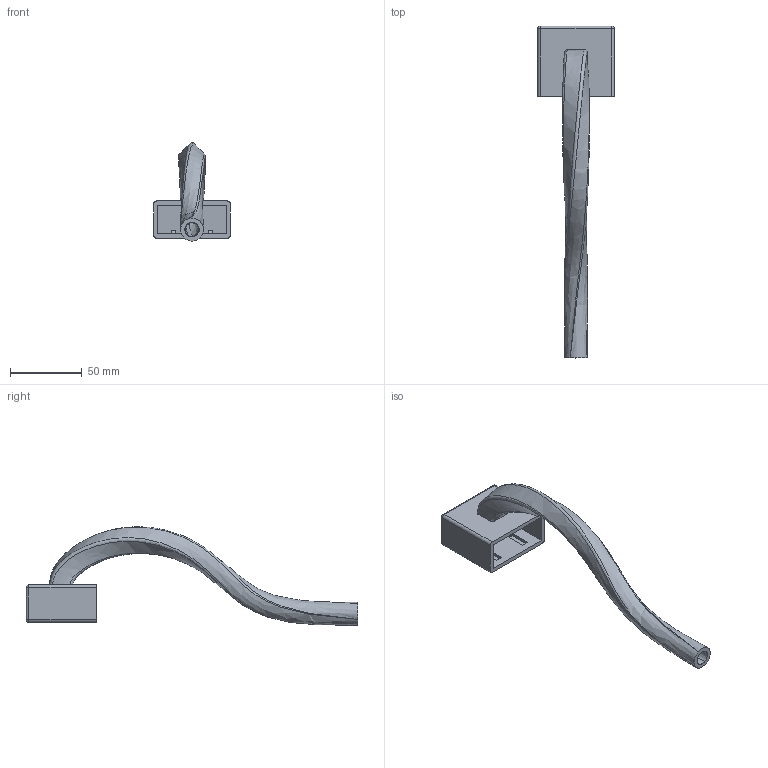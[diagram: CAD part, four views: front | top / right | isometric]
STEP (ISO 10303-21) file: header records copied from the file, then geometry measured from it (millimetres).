
FILE_DESCRIPTION((''),'2;1');
FILE_NAME('ULTRASONIC_HC-SR04_-_FACE_MOUNT','2024-11-17T18:41:25',('weiss'),(''),'CREO PARAMETRIC BY PTC INC, 2022014','CREO PARAMETRIC BY PTC INC, 2022014','');
FILE_SCHEMA(('CONFIG_CONTROL_DESIGN'));
Length unit declared in the file: millimetre
Products named in the file (1): ULTRASONIC_HC-SR04_-_FACE_MOUNT
Bounding box: 53.5 x 231.67 x 68.52 mm (x, y, z)
Volume: 51403.4 mm3; surface area: 36299.5 mm2
Topology: 1 solids, 1 shells, 83 faces, 210 edges, 131 vertices
Faces by surface type: plane 53, cylinder 14, bspline 12, sphere 4
Entity records: 7170 total; most frequent: CARTESIAN_POINT 5206, ORIENTED_EDGE 420, DIRECTION 345, EDGE_CURVE 210, VECTOR 147, LINE 147, VERTEX_POINT 131, AXIS2_PLACEMENT_3D 99
